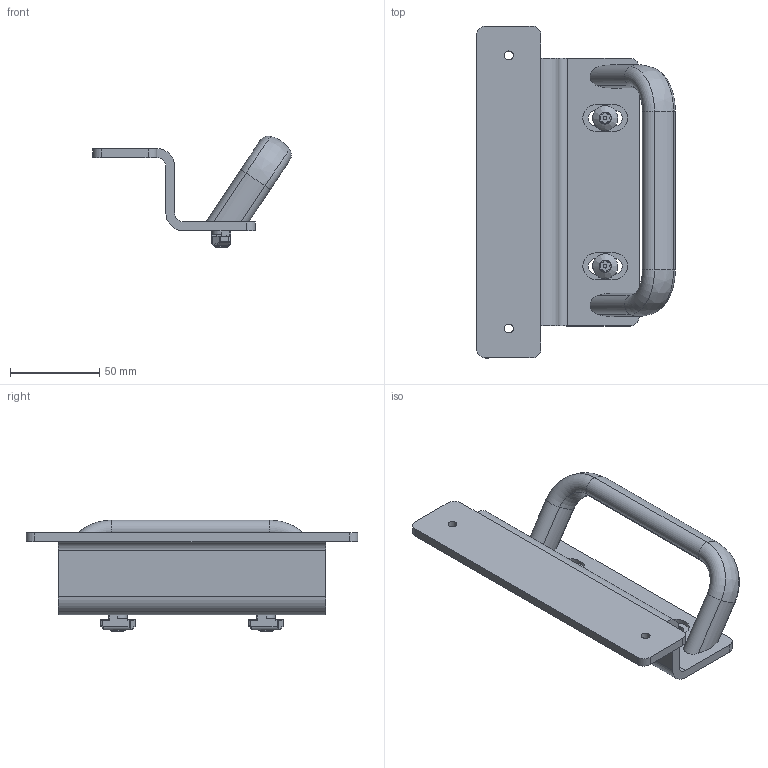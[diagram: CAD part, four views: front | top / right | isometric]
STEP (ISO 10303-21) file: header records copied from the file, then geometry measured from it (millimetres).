
FILE_DESCRIPTION (( 'STEP AP214' ), '1' );
FILE_NAME ('RL-Z-MF1_REV1.STEP', '2023-08-16T10:31:16', ( '' ), ( '' ), 'SwSTEP 2.0', 'SolidWorks 2021', '' );
FILE_SCHEMA (( 'AUTOMOTIVE_DESIGN' ));
Length unit declared in the file: inch
Products named in the file (1): RL-Z-MF1_REV1
Bounding box: 111.28 x 186 x 62.49 mm (x, y, z)
Volume: 145882.5 mm3; surface area: 59936.2 mm2
Topology: 8 solids, 8 shells, 336 faces, 880 edges, 566 vertices
Faces by surface type: cylinder 164, plane 138, cone 14, sphere 10, torus 6, bspline 4
Full cylindrical faces by diameter (mm): 2 x2, 4.917 x2, 5 x4, 8 x4, 14 x2, 15.2 x2
Entity records: 10353 total; most frequent: CARTESIAN_POINT 1981, DIRECTION 1780, ORIENTED_EDGE 1664, EDGE_CURVE 832, AXIS2_PLACEMENT_3D 655, VERTEX_POINT 552, LINE 470, VECTOR 470
